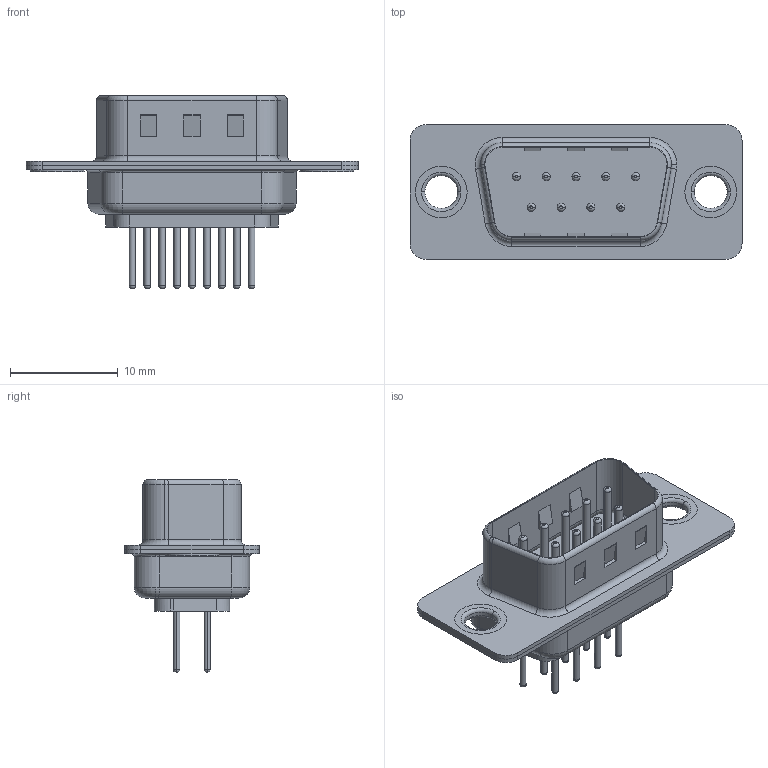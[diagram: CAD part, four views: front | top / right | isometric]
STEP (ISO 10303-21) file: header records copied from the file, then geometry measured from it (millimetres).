
FILE_DESCRIPTION (( 'STEP AP203' ), '1' );
FILE_NAME ('627-M09-220-BT1.STEP', '2020-07-16T18:02:40', ( '' ), ( '' ), 'SwSTEP 2.0', 'SolidWorks 2020', '' );
FILE_SCHEMA (( 'CONFIG_CONTROL_DESIGN' ));
Length unit declared in the file: millimetre
Products named in the file (7): 627M Contact Row 1_20; 627M Housing_09 Contacts; 627M Contact Row 2_20; 627M Shell Rear_09 Contacts; 627M Shell Front_09 Contacts; 627M Thru Hole Rivet; 627-M09-220-BT1
Assembly tree (14 placements, depth 2):
  627-M09-220-BT1
    627M Housing_09 Contacts
    627M Shell Front_09 Contacts
    627M Shell Rear_09 Contacts
    627M Contact Row 1_20  x5
    627M Contact Row 2_20  x4
    627M Thru Hole Rivet  x2
Bounding box: 30.8 x 12.5 x 17.9 mm (x, y, z)
Volume: 1232.2 mm3; surface area: 3428.6 mm2
Topology: 14 solids, 14 shells, 611 faces, 1341 edges, 814 vertices
Faces by surface type: cylinder 239, torus 202, plane 170
Entity records: 12295 total; most frequent: DIRECTION 2185, CARTESIAN_POINT 1946, ORIENTED_EDGE 1818, EDGE_CURVE 909, AXIS2_PLACEMENT_3D 886, VERTEX_POINT 566, CIRCLE 481, EDGE_LOOP 465
